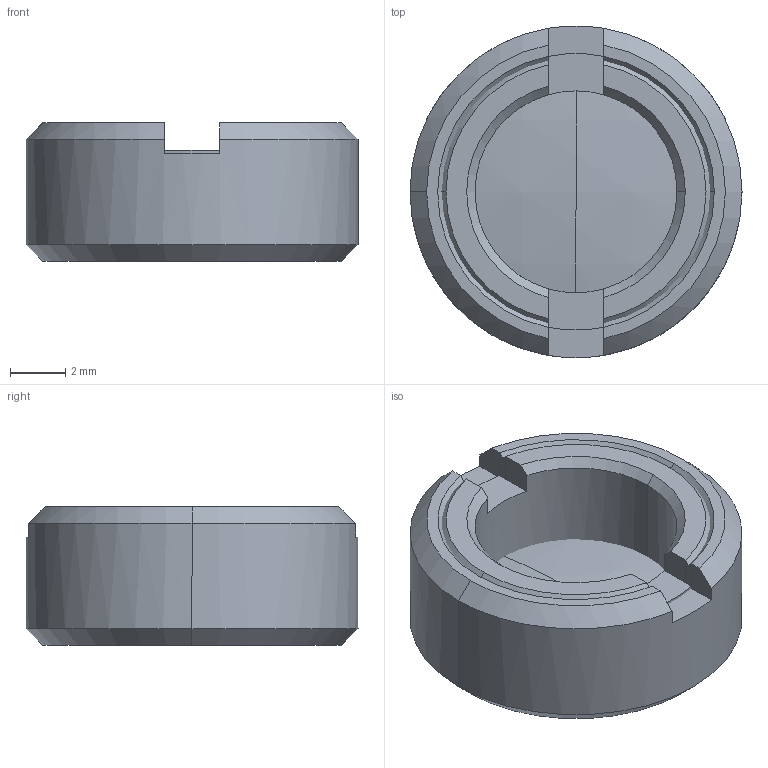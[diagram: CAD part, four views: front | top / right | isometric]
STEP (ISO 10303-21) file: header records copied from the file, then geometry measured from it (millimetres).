
FILE_DESCRIPTION (( 'STEP AP214' ), '1' );
FILE_NAME ('9C006 Einschraublinse.STEP', '2008-07-02T10:25:28', ( 'ab' ), ( '' ), 'SwSTEP 2.0', 'SolidWorks 2008', '' );
FILE_SCHEMA (( 'AUTOMOTIVE_DESIGN' ));
Length unit declared in the file: millimetre
Products named in the file (4): 1C021 Einschraubring-CF; 1C018 Linsenring; 1C010SI-Linse; 9C006 Einschraublinse
Assembly tree (3 placements, depth 2):
  9C006 Einschraublinse
    1C021 Einschraubring-CF
    1C018 Linsenring
    1C010SI-Linse
Bounding box: 12 x 12 x 5 mm (x, y, z)
Volume: 382.8 mm3; surface area: 813.4 mm2
Topology: 3 solids, 3 shells, 69 faces, 166 edges, 103 vertices
Faces by surface type: cone 28, plane 21, cylinder 16, torus 2, sphere 2
Entity records: 2219 total; most frequent: CARTESIAN_POINT 404, DIRECTION 382, ORIENTED_EDGE 332, EDGE_CURVE 166, AXIS2_PLACEMENT_3D 157, VERTEX_POINT 103, CIRCLE 82, EDGE_LOOP 73
